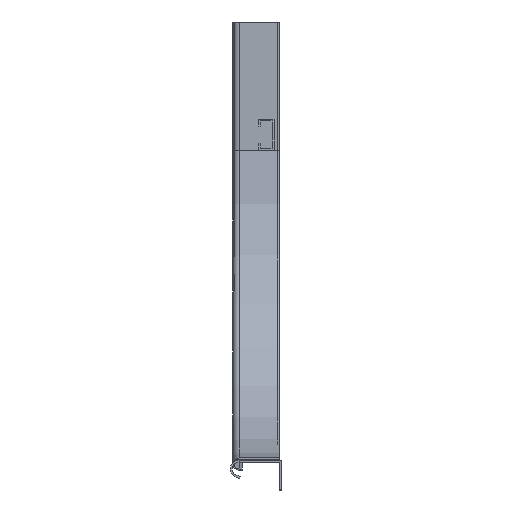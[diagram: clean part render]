
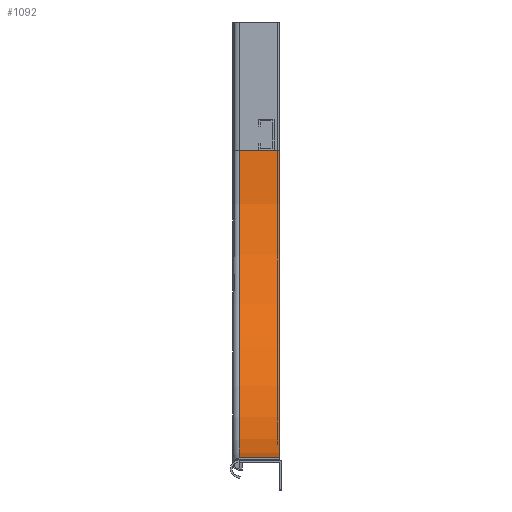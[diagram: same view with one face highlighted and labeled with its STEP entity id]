
A CAD part, left-side view. The second image highlights one B-rep face of the part: STEP entity #1092.
In plain terms, the highlighted cylindrical face has radius 300 mm (diameter 600 mm), a partial arc.
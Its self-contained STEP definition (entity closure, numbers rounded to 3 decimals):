
#133 = DIRECTION ( 'NONE',  ( 1., 0., 0. ) ) ;
#1092 = ADVANCED_FACE ( 'NONE', ( #2523 ), #2267, .F. ) ;
#1245 = LINE ( 'NONE', #6747, #3725 ) ;
#1465 = ORIENTED_EDGE ( 'NONE', *, *, #4945, .F. ) ;
#1648 = AXIS2_PLACEMENT_3D ( 'NONE', #4473, #10292, #5305 ) ;
#1689 = CIRCLE ( 'NONE', #1772, 300. ) ;
#1701 = DIRECTION ( 'NONE',  ( 0., 1., 0. ) ) ;
#1772 = AXIS2_PLACEMENT_3D ( 'NONE', #10171, #5189, #133 ) ;
#2172 = EDGE_CURVE ( 'NONE', #7521, #2259, #3415, .T. ) ;
#2259 = VERTEX_POINT ( 'NONE', #7077 ) ;
#2267 = CYLINDRICAL_SURFACE ( 'NONE', #8100, 300. ) ;
#2489 = ORIENTED_EDGE ( 'NONE', *, *, #10253, .T. ) ;
#2523 = FACE_OUTER_BOUND ( 'NONE', #4487, .T. ) ;
#3403 = CARTESIAN_POINT ( 'NONE',  ( 0., 0., -125. ) ) ;
#3415 = CIRCLE ( 'NONE', #1648, 300. ) ;
#3460 = CARTESIAN_POINT ( 'NONE',  ( 0., 2.25, -125. ) ) ;
#3725 = VECTOR ( 'NONE', #1701, 1000. ) ;
#3928 = CARTESIAN_POINT ( 'NONE',  ( 300., 0., -125. ) ) ;
#4304 = VECTOR ( 'NONE', #7702, 1000. ) ;
#4473 = CARTESIAN_POINT ( 'NONE',  ( 300., 39., -125. ) ) ;
#4487 = EDGE_LOOP ( 'NONE', ( #1465, #5404, #2489, #8427 ) ) ;
#4499 = CARTESIAN_POINT ( 'NONE',  ( 300., 0., -425. ) ) ;
#4573 = LINE ( 'NONE', #3460, #4304 ) ;
#4945 = EDGE_CURVE ( 'NONE', #8677, #7521, #4573, .T. ) ;
#5189 = DIRECTION ( 'NONE',  ( 0., -1., 0. ) ) ;
#5305 = DIRECTION ( 'NONE',  ( 0., 0., -1. ) ) ;
#5404 = ORIENTED_EDGE ( 'NONE', *, *, #8196, .T. ) ;
#6034 = VERTEX_POINT ( 'NONE', #4499 ) ;
#6747 = CARTESIAN_POINT ( 'NONE',  ( 300., 2.25, -425. ) ) ;
#7077 = CARTESIAN_POINT ( 'NONE',  ( 300., 39., -425. ) ) ;
#7521 = VERTEX_POINT ( 'NONE', #8126 ) ;
#7702 = DIRECTION ( 'NONE',  ( 0., 1., 0. ) ) ;
#8100 = AXIS2_PLACEMENT_3D ( 'NONE', #3928, #9519, #8641 ) ;
#8126 = CARTESIAN_POINT ( 'NONE',  ( 0., 39., -125. ) ) ;
#8196 = EDGE_CURVE ( 'NONE', #8677, #6034, #1689, .T. ) ;
#8427 = ORIENTED_EDGE ( 'NONE', *, *, #2172, .F. ) ;
#8641 = DIRECTION ( 'NONE',  ( 0., 0., -1. ) ) ;
#8677 = VERTEX_POINT ( 'NONE', #3403 ) ;
#9519 = DIRECTION ( 'NONE',  ( 0., -1., 0. ) ) ;
#10171 = CARTESIAN_POINT ( 'NONE',  ( 300., 0., -125. ) ) ;
#10253 = EDGE_CURVE ( 'NONE', #6034, #2259, #1245, .T. ) ;
#10292 = DIRECTION ( 'NONE',  ( 0., -1., 0. ) ) ;
